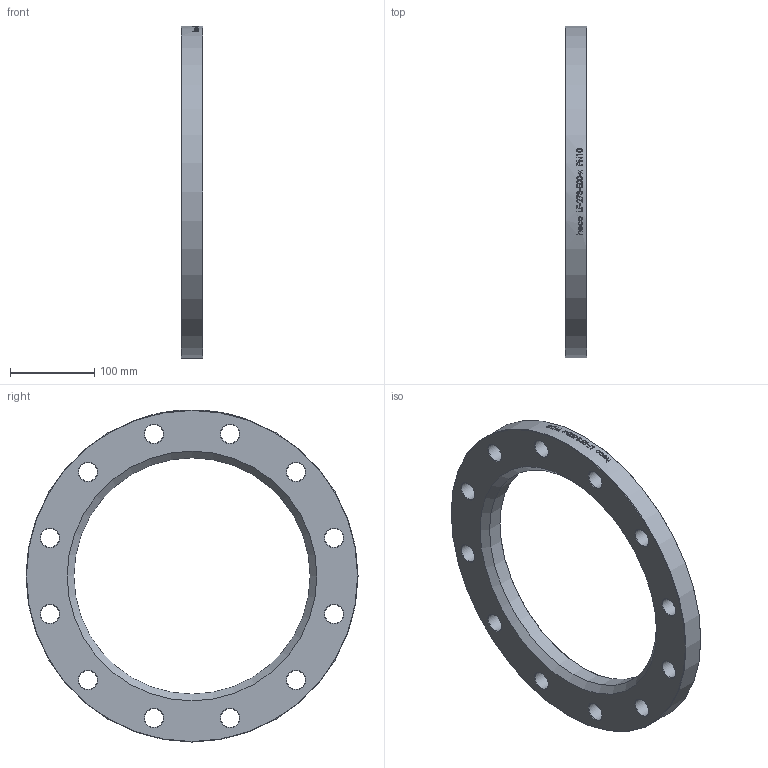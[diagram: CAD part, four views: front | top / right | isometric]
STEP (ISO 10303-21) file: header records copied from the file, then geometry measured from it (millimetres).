
FILE_DESCRIPTION (( 'STEP AP214' ), '1' );
FILE_NAME ('LF-273-E00-x Loser Flansch PN10 2101.STEP', '2021-01-20T08:47:19', ( '' ), ( '' ), 'SwSTEP 2.0', 'SolidWorks 2019', '' );
FILE_SCHEMA (( 'AUTOMOTIVE_DESIGN' ));
Length unit declared in the file: millimetre
Products named in the file (1): LF-273-E00-x Loser Flansch PN10 2101
Bounding box: 26 x 395 x 395 mm (x, y, z)
Volume: 1425579.4 mm3; surface area: 183190.7 mm2
Topology: 1 solids, 1 shells, 72 faces, 313 edges, 268 vertices
Faces by surface type: cylinder 42, cone 28, plane 2
Full cylindrical faces by diameter (mm): 22 x12, 281 x1, 395 x1
Entity records: 6800 total; most frequent: CARTESIAN_POINT 4238, ORIENTED_EDGE 496, DIRECTION 385, VERTEX_POINT 248, EDGE_CURVE 248, AXIS2_PLACEMENT_3D 174, EDGE_LOOP 164, B_SPLINE_CURVE_WITH_KNOTS 108
